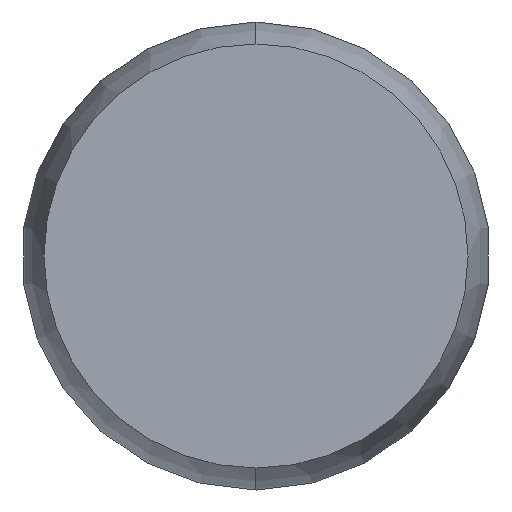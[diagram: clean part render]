
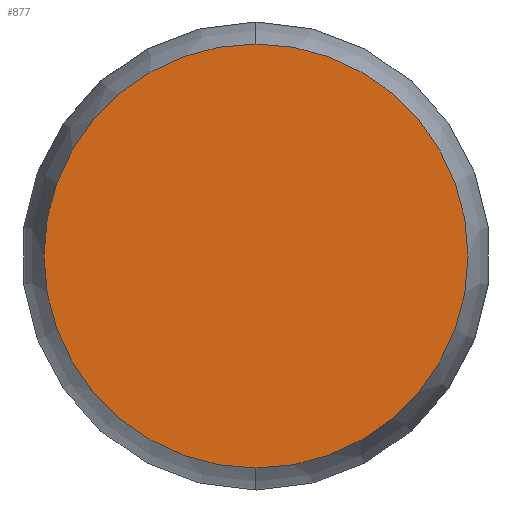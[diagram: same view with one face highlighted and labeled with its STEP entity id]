
A CAD part, left-side view. The second image highlights one B-rep face of the part: STEP entity #877.
In plain terms, the highlighted planar face has unit normal (-1, 0, 0).
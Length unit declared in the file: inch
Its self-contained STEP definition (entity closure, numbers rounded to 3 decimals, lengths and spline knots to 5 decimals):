
#156 = DIRECTION ( 'NONE',  ( -1., 0., 0. ) ) ;
#230 = VERTEX_POINT ( 'NONE', #974 ) ;
#233 = AXIS2_PLACEMENT_3D ( 'NONE', #516, #1572, #676 ) ;
#287 = AXIS2_PLACEMENT_3D ( 'NONE', #1069, #156, #1222 ) ;
#309 = DIRECTION ( 'NONE',  ( -1., 0., 0. ) ) ;
#313 = EDGE_LOOP ( 'NONE', ( #1464, #1745 ) ) ;
#516 = CARTESIAN_POINT ( 'NONE',  ( 0., 0.01775, 0. ) ) ;
#676 = DIRECTION ( 'NONE',  ( 0., 0., -1. ) ) ;
#877 = ADVANCED_FACE ( 'NONE', ( #1648 ), #1882, .F. ) ;
#974 = CARTESIAN_POINT ( 'NONE',  ( 0., 0., -0.01775 ) ) ;
#1069 = CARTESIAN_POINT ( 'NONE',  ( 0., 0., 0. ) ) ;
#1209 = CARTESIAN_POINT ( 'NONE',  ( 0., 0., 0. ) ) ;
#1222 = DIRECTION ( 'NONE',  ( 0., 0., 1. ) ) ;
#1351 = DIRECTION ( 'NONE',  ( 0., 0., 1. ) ) ;
#1417 = VERTEX_POINT ( 'NONE', #1780 ) ;
#1464 = ORIENTED_EDGE ( 'NONE', *, *, #1507, .T. ) ;
#1507 = EDGE_CURVE ( 'NONE', #1417, #230, #1657, .T. ) ;
#1544 = CIRCLE ( 'NONE', #287, 0.01775 ) ;
#1572 = DIRECTION ( 'NONE',  ( 1., 0., 0. ) ) ;
#1602 = EDGE_CURVE ( 'NONE', #230, #1417, #1544, .T. ) ;
#1648 = FACE_OUTER_BOUND ( 'NONE', #313, .T. ) ;
#1657 = CIRCLE ( 'NONE', #1847, 0.01775 ) ;
#1745 = ORIENTED_EDGE ( 'NONE', *, *, #1602, .T. ) ;
#1780 = CARTESIAN_POINT ( 'NONE',  ( 0., 0., 0.01775 ) ) ;
#1847 = AXIS2_PLACEMENT_3D ( 'NONE', #1209, #309, #1351 ) ;
#1882 = PLANE ( 'NONE',  #233 ) ;
